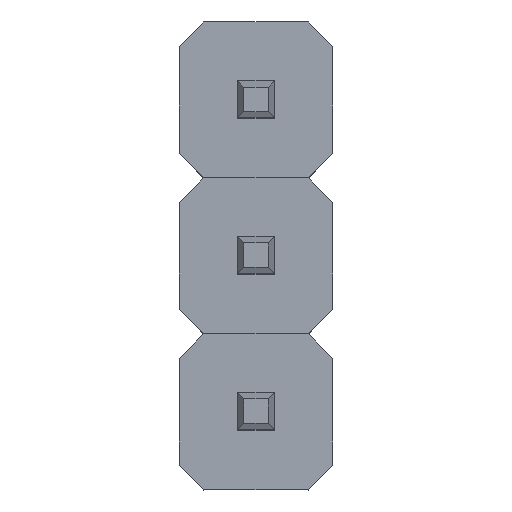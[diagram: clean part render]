
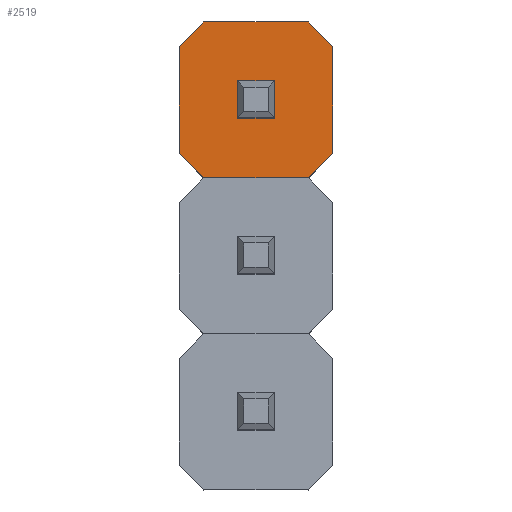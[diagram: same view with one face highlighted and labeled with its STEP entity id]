
A CAD part, top view. The second image highlights one B-rep face of the part: STEP entity #2519.
In plain terms, the highlighted planar face has unit normal (0, 0, 1).
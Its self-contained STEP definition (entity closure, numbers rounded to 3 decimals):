
#24 = EDGE_CURVE ( 'NONE', #833, #303, #1985, .T. ) ;
#50 = LINE ( 'NONE', #267, #176 ) ;
#110 = VECTOR ( 'NONE', #1016, 1000. ) ;
#118 = CARTESIAN_POINT ( 'NONE',  ( 0.3, 17.48, 2.5 ) ) ;
#122 = CARTESIAN_POINT ( 'NONE',  ( -1.25, 18.65, 2.5 ) ) ;
#176 = VECTOR ( 'NONE', #2155, 1000. ) ;
#229 = CARTESIAN_POINT ( 'NONE',  ( -1.25, 16.51, 2.5 ) ) ;
#235 = DIRECTION ( 'NONE',  ( 0., 0., 1. ) ) ;
#257 = VERTEX_POINT ( 'NONE', #2877 ) ;
#259 = EDGE_CURVE ( 'NONE', #795, #2194, #1323, .T. ) ;
#267 = CARTESIAN_POINT ( 'NONE',  ( -0.3, 17.48, 2.5 ) ) ;
#290 = CARTESIAN_POINT ( 'NONE',  ( -0.3, 18.08, 2.5 ) ) ;
#295 = VECTOR ( 'NONE', #1437, 1000. ) ;
#299 = LINE ( 'NONE', #229, #295 ) ;
#303 = VERTEX_POINT ( 'NONE', #1327 ) ;
#321 = EDGE_CURVE ( 'NONE', #2179, #1498, #335, .T. ) ;
#335 = LINE ( 'NONE', #290, #1269 ) ;
#369 = DIRECTION ( 'NONE',  ( 1., 0., 0. ) ) ;
#447 = VERTEX_POINT ( 'NONE', #3034 ) ;
#501 = ORIENTED_EDGE ( 'NONE', *, *, #2494, .T. ) ;
#510 = DIRECTION ( 'NONE',  ( -0.707, 0.707, 0. ) ) ;
#552 = VECTOR ( 'NONE', #2503, 1000. ) ;
#566 = VECTOR ( 'NONE', #1357, 1000. ) ;
#569 = CARTESIAN_POINT ( 'NONE',  ( 0.3, 18.08, 2.5 ) ) ;
#632 = ORIENTED_EDGE ( 'NONE', *, *, #2777, .T. ) ;
#633 = ORIENTED_EDGE ( 'NONE', *, *, #321, .F. ) ;
#639 = CARTESIAN_POINT ( 'NONE',  ( -0.3, 18.08, 2.5 ) ) ;
#645 = CARTESIAN_POINT ( 'NONE',  ( -0.3, 17.48, 2.5 ) ) ;
#656 = ORIENTED_EDGE ( 'NONE', *, *, #1489, .F. ) ;
#718 = DIRECTION ( 'NONE',  ( 1., 0., 0. ) ) ;
#739 = CARTESIAN_POINT ( 'NONE',  ( -1.05, 18.85, 2.5 ) ) ;
#793 = EDGE_CURVE ( 'NONE', #1498, #1788, #50, .T. ) ;
#795 = VERTEX_POINT ( 'NONE', #2676 ) ;
#833 = VERTEX_POINT ( 'NONE', #1549 ) ;
#859 = VERTEX_POINT ( 'NONE', #569 ) ;
#871 = FACE_OUTER_BOUND ( 'NONE', #2886, .T. ) ;
#908 = CARTESIAN_POINT ( 'NONE',  ( 0.85, 16.51, 2.5 ) ) ;
#918 = DIRECTION ( 'NONE',  ( 0., 1., 0. ) ) ;
#976 = CARTESIAN_POINT ( 'NONE',  ( -1.25, 18.08, 2.5 ) ) ;
#1016 = DIRECTION ( 'NONE',  ( 0.707, -0.707, 0. ) ) ;
#1074 = LINE ( 'NONE', #976, #1258 ) ;
#1157 = LINE ( 'NONE', #1300, #1387 ) ;
#1183 = ORIENTED_EDGE ( 'NONE', *, *, #2542, .F. ) ;
#1186 = EDGE_CURVE ( 'NONE', #447, #833, #2853, .T. ) ;
#1194 = ORIENTED_EDGE ( 'NONE', *, *, #24, .F. ) ;
#1258 = VECTOR ( 'NONE', #718, 1000. ) ;
#1260 = VECTOR ( 'NONE', #3250, 1000. ) ;
#1269 = VECTOR ( 'NONE', #2085, 1000. ) ;
#1297 = CARTESIAN_POINT ( 'NONE',  ( 0., 19.05, 2.5 ) ) ;
#1300 = CARTESIAN_POINT ( 'NONE',  ( 0., 16.51, 2.5 ) ) ;
#1323 = LINE ( 'NONE', #1348, #566 ) ;
#1327 = CARTESIAN_POINT ( 'NONE',  ( 1.25, 18.65, 2.5 ) ) ;
#1348 = CARTESIAN_POINT ( 'NONE',  ( 1.05, 16.71, 2.5 ) ) ;
#1357 = DIRECTION ( 'NONE',  ( -0.707, -0.707, 0. ) ) ;
#1387 = VECTOR ( 'NONE', #369, 1000. ) ;
#1401 = ORIENTED_EDGE ( 'NONE', *, *, #793, .F. ) ;
#1437 = DIRECTION ( 'NONE',  ( 0., -1., 0. ) ) ;
#1455 = FACE_BOUND ( 'NONE', #2813, .T. ) ;
#1489 = EDGE_CURVE ( 'NONE', #1788, #859, #1984, .T. ) ;
#1498 = VERTEX_POINT ( 'NONE', #645 ) ;
#1513 = CARTESIAN_POINT ( 'NONE',  ( 1.25, 16.51, 2.5 ) ) ;
#1549 = CARTESIAN_POINT ( 'NONE',  ( 0.85, 19.05, 2.5 ) ) ;
#1619 = AXIS2_PLACEMENT_3D ( 'NONE', #1767, #235, #2031 ) ;
#1706 = ORIENTED_EDGE ( 'NONE', *, *, #259, .F. ) ;
#1767 = CARTESIAN_POINT ( 'NONE',  ( -1.25, 16.51, 2.5 ) ) ;
#1788 = VERTEX_POINT ( 'NONE', #118 ) ;
#1979 = VECTOR ( 'NONE', #918, 1000. ) ;
#1984 = LINE ( 'NONE', #2644, #1979 ) ;
#1985 = LINE ( 'NONE', #3243, #110 ) ;
#2031 = DIRECTION ( 'NONE',  ( 1., 0., 0. ) ) ;
#2085 = DIRECTION ( 'NONE',  ( 0., -1., 0. ) ) ;
#2095 = ORIENTED_EDGE ( 'NONE', *, *, #3166, .F. ) ;
#2155 = DIRECTION ( 'NONE',  ( 1., 0., 0. ) ) ;
#2179 = VERTEX_POINT ( 'NONE', #639 ) ;
#2194 = VERTEX_POINT ( 'NONE', #908 ) ;
#2245 = ORIENTED_EDGE ( 'NONE', *, *, #2992, .T. ) ;
#2246 = LINE ( 'NONE', #2285, #2253 ) ;
#2248 = LINE ( 'NONE', #739, #552 ) ;
#2253 = VECTOR ( 'NONE', #510, 1000. ) ;
#2273 = PLANE ( 'NONE',  #1619 ) ;
#2285 = CARTESIAN_POINT ( 'NONE',  ( -1.05, 16.71, 2.5 ) ) ;
#2494 = EDGE_CURVE ( 'NONE', #795, #303, #2691, .T. ) ;
#2503 = DIRECTION ( 'NONE',  ( 0.707, 0.707, 0. ) ) ;
#2519 = ADVANCED_FACE ( 'NONE', ( #1455, #871 ), #2273, .T. ) ;
#2542 = EDGE_CURVE ( 'NONE', #257, #2915, #2246, .T. ) ;
#2557 = DIRECTION ( 'NONE',  ( 1., 0., 0. ) ) ;
#2644 = CARTESIAN_POINT ( 'NONE',  ( 0.3, 17.48, 2.5 ) ) ;
#2676 = CARTESIAN_POINT ( 'NONE',  ( 1.25, 16.91, 2.5 ) ) ;
#2679 = ORIENTED_EDGE ( 'NONE', *, *, #3153, .T. ) ;
#2691 = LINE ( 'NONE', #1513, #1260 ) ;
#2777 = EDGE_CURVE ( 'NONE', #3056, #2915, #299, .T. ) ;
#2813 = EDGE_LOOP ( 'NONE', ( #633, #2679, #656, #1401 ) ) ;
#2848 = VECTOR ( 'NONE', #2557, 1000. ) ;
#2853 = LINE ( 'NONE', #1297, #2848 ) ;
#2877 = CARTESIAN_POINT ( 'NONE',  ( -0.85, 16.51, 2.5 ) ) ;
#2886 = EDGE_LOOP ( 'NONE', ( #2095, #632, #1183, #2245, #1706, #501, #1194, #2890 ) ) ;
#2890 = ORIENTED_EDGE ( 'NONE', *, *, #1186, .F. ) ;
#2915 = VERTEX_POINT ( 'NONE', #3240 ) ;
#2992 = EDGE_CURVE ( 'NONE', #257, #2194, #1157, .T. ) ;
#3034 = CARTESIAN_POINT ( 'NONE',  ( -0.85, 19.05, 2.5 ) ) ;
#3056 = VERTEX_POINT ( 'NONE', #122 ) ;
#3153 = EDGE_CURVE ( 'NONE', #2179, #859, #1074, .T. ) ;
#3166 = EDGE_CURVE ( 'NONE', #3056, #447, #2248, .T. ) ;
#3240 = CARTESIAN_POINT ( 'NONE',  ( -1.25, 16.91, 2.5 ) ) ;
#3243 = CARTESIAN_POINT ( 'NONE',  ( 1.05, 18.85, 2.5 ) ) ;
#3250 = DIRECTION ( 'NONE',  ( 0., 1., 0. ) ) ;
